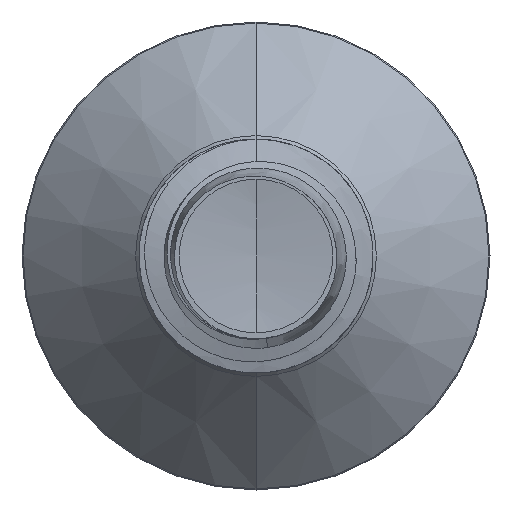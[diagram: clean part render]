
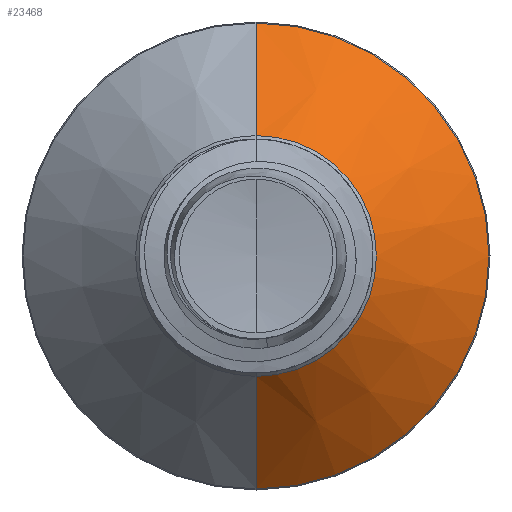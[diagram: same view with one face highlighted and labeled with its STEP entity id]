
A CAD part, front view. The second image highlights one B-rep face of the part: STEP entity #23468.
In plain terms, the highlighted conical face has half-angle 45 degrees and reference radius 3.088 mm.
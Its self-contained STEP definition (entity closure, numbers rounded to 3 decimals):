
#343 = CIRCLE ( 'NONE', #21734, 3.089 ) ;
#2856 = VERTEX_POINT ( 'NONE', #32737 ) ;
#4758 = VERTEX_POINT ( 'NONE', #16902 ) ;
#5845 = VERTEX_POINT ( 'NONE', #6405 ) ;
#6311 = DIRECTION ( 'NONE',  ( 0., 0.707, 0.707 ) ) ;
#6405 = CARTESIAN_POINT ( 'NONE',  ( 0., 19.124, 5.974 ) ) ;
#6615 = AXIS2_PLACEMENT_3D ( 'NONE', #15805, #20692, #33920 ) ;
#6774 = CARTESIAN_POINT ( 'NONE',  ( 0., 16.239, 3.089 ) ) ;
#7069 = DIRECTION ( 'NONE',  ( 0., 1., 0. ) ) ;
#8488 = EDGE_CURVE ( 'NONE', #13924, #2856, #343, .T. ) ;
#10230 = CARTESIAN_POINT ( 'NONE',  ( 0., 16.239, 3.089 ) ) ;
#13832 = ORIENTED_EDGE ( 'NONE', *, *, #8488, .T. ) ;
#13924 = VERTEX_POINT ( 'NONE', #10230 ) ;
#14150 = DIRECTION ( 'NONE',  ( 0., 1., 0. ) ) ;
#15805 = CARTESIAN_POINT ( 'NONE',  ( 0., 16.239, 0. ) ) ;
#16440 = CONICAL_SURFACE ( 'NONE', #6615, 3.089, 0.785 ) ;
#16585 = ORIENTED_EDGE ( 'NONE', *, *, #22742, .F. ) ;
#16902 = CARTESIAN_POINT ( 'NONE',  ( 0., 19.124, -5.974 ) ) ;
#18751 = CIRCLE ( 'NONE', #30616, 5.974 ) ;
#19536 = VECTOR ( 'NONE', #6311, 1000. ) ;
#19715 = ORIENTED_EDGE ( 'NONE', *, *, #30514, .T. ) ;
#20692 = DIRECTION ( 'NONE',  ( 0., 1., 0. ) ) ;
#20993 = EDGE_LOOP ( 'NONE', ( #13832, #19715, #25586, #16585 ) ) ;
#21734 = AXIS2_PLACEMENT_3D ( 'NONE', #29087, #14150, #31871 ) ;
#22105 = CARTESIAN_POINT ( 'NONE',  ( 0., 19.124, 0. ) ) ;
#22251 = VECTOR ( 'NONE', #32046, 1000. ) ;
#22742 = EDGE_CURVE ( 'NONE', #13924, #5845, #25401, .T. ) ;
#23468 = ADVANCED_FACE ( 'NONE', ( #32369 ), #16440, .T. ) ;
#24235 = CARTESIAN_POINT ( 'NONE',  ( 0., 16.239, -3.089 ) ) ;
#24602 = DIRECTION ( 'NONE',  ( 0., 0., 1. ) ) ;
#25401 = LINE ( 'NONE', #6774, #19536 ) ;
#25586 = ORIENTED_EDGE ( 'NONE', *, *, #28918, .F. ) ;
#28918 = EDGE_CURVE ( 'NONE', #5845, #4758, #18751, .T. ) ;
#29087 = CARTESIAN_POINT ( 'NONE',  ( 0., 16.239, 0. ) ) ;
#29603 = LINE ( 'NONE', #24235, #22251 ) ;
#30514 = EDGE_CURVE ( 'NONE', #2856, #4758, #29603, .T. ) ;
#30616 = AXIS2_PLACEMENT_3D ( 'NONE', #22105, #7069, #24602 ) ;
#31871 = DIRECTION ( 'NONE',  ( 0., 0., 1. ) ) ;
#32046 = DIRECTION ( 'NONE',  ( 0., 0.707, -0.707 ) ) ;
#32369 = FACE_OUTER_BOUND ( 'NONE', #20993, .T. ) ;
#32737 = CARTESIAN_POINT ( 'NONE',  ( 0., 16.239, -3.089 ) ) ;
#33920 = DIRECTION ( 'NONE',  ( 0., 0., 1. ) ) ;
